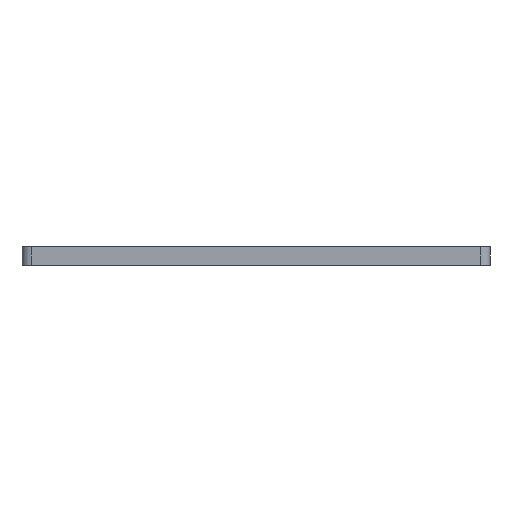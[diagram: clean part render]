
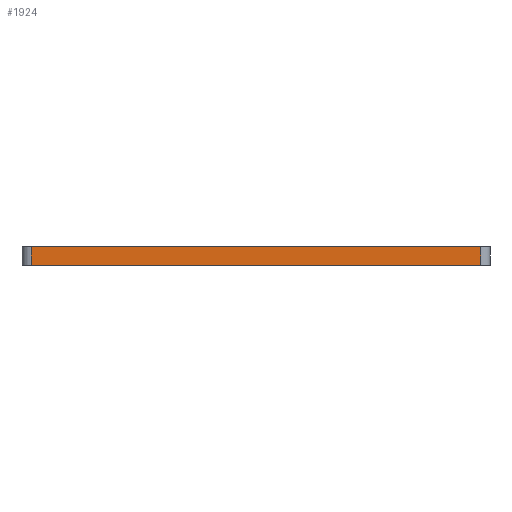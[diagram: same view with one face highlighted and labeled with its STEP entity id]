
A CAD part, left-side view. The second image highlights one B-rep face of the part: STEP entity #1924.
In plain terms, the highlighted planar face has unit normal (-1, 0, 0).
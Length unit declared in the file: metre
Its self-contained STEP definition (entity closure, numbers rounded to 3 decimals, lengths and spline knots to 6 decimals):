
#316=ORIENTED_EDGE('',*,*,#757,.T.);
#317=ORIENTED_EDGE('',*,*,#884,.T.);
#318=ORIENTED_EDGE('',*,*,#864,.F.);
#319=ORIENTED_EDGE('',*,*,#885,.T.);
#757=EDGE_CURVE('',#1045,#1044,#1208,.T.);
#864=EDGE_CURVE('',#1148,#1149,#1284,.T.);
#884=EDGE_CURVE('',#1044,#1149,#1300,.T.);
#885=EDGE_CURVE('',#1148,#1045,#1301,.F.);
#1044=VERTEX_POINT('',#2892);
#1045=VERTEX_POINT('',#2894);
#1148=VERTEX_POINT('',#3105);
#1149=VERTEX_POINT('',#3106);
#1208=LINE('',#2893,#1432);
#1284=LINE('',#3104,#1508);
#1300=LINE('',#3141,#1524);
#1301=LINE('',#3142,#1525);
#1432=VECTOR('',#2305,1.);
#1508=VECTOR('',#2445,1.);
#1524=VECTOR('',#2471,1.);
#1525=VECTOR('',#2472,1.);
#1640=EDGE_LOOP('',(#316,#317,#318,#319));
#1760=FACE_BOUND('',#1640,.T.);
#1858=PLANE('',#2099);
#1924=ADVANCED_FACE('',(#1760),#1858,.T.);
#2099=AXIS2_PLACEMENT_3D('',#3140,#2469,#2470);
#2305=DIRECTION('',(0.,1.,0.));
#2445=DIRECTION('',(0.,1.,0.));
#2469=DIRECTION('',(-1.,0.,0.));
#2470=DIRECTION('',(0.,-1.,0.));
#2471=DIRECTION('',(0.,0.,-1.));
#2472=DIRECTION('',(0.,0.,-1.));
#2892=CARTESIAN_POINT('',(-0.0395,0.03625,0.003));
#2893=CARTESIAN_POINT('',(-0.0395,0.,0.003));
#2894=CARTESIAN_POINT('',(-0.0395,-0.03625,0.003));
#3104=CARTESIAN_POINT('',(-0.0395,0.,0.));
#3105=CARTESIAN_POINT('',(-0.0395,-0.03625,0.));
#3106=CARTESIAN_POINT('',(-0.0395,0.03625,0.));
#3140=CARTESIAN_POINT('',(-0.0395,0.,0.003));
#3141=CARTESIAN_POINT('',(-0.0395,0.03625,0.003));
#3142=CARTESIAN_POINT('',(-0.0395,-0.03625,0.003));
